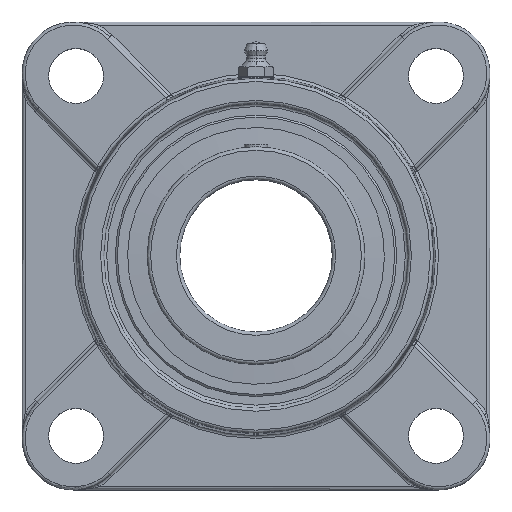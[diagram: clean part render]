
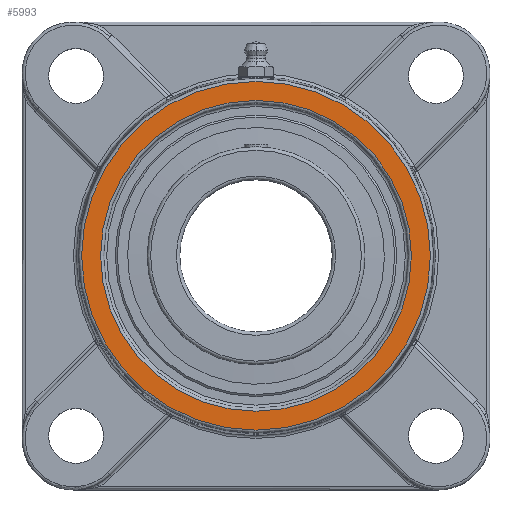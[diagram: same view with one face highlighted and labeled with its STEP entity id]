
A CAD part, top view. The second image highlights one B-rep face of the part: STEP entity #5993.
In plain terms, the highlighted planar face has unit normal (0, 0, 1).
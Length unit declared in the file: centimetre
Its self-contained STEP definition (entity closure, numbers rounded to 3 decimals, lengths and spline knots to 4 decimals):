
#5952=CARTESIAN_POINT('',(-0.,4.5339,3.8));
#5953=VERTEX_POINT('',#5952);
#5964=CARTESIAN_POINT('',(0.,0.,3.8));
#5965=DIRECTION('',(0.,0.,1.));
#5966=DIRECTION('',(0.,-1.,0.));
#5967=AXIS2_PLACEMENT_3D('',#5964,#5965,#5966);
#5968=CIRCLE('',#5967,4.5339);
#5969=EDGE_CURVE('',#5953,#5953,#5968,.T.);
#5974=CARTESIAN_POINT('',(-0.,0.,3.8));
#5975=DIRECTION('',(0.,0.,1.));
#5976=DIRECTION('',(1.,0.,0.));
#5977=AXIS2_PLACEMENT_3D('',#5974,#5975,#5976);
#5978=PLANE('',#5977);
#5979=CARTESIAN_POINT('',(0.,5.0864,3.8));
#5980=VERTEX_POINT('',#5979);
#5981=CARTESIAN_POINT('',(0.,0.,3.8));
#5982=DIRECTION('',(-0.,0.,-1.));
#5983=DIRECTION('',(-0.,-1.,0.));
#5984=AXIS2_PLACEMENT_3D('',#5981,#5982,#5983);
#5985=CIRCLE('',#5984,5.0864);
#5986=EDGE_CURVE('',#5980,#5980,#5985,.T.);
#5987=ORIENTED_EDGE('',*,*,#5986,.F.);
#5988=EDGE_LOOP('',(#5987));
#5989=FACE_BOUND('',#5988,.T.);
#5990=ORIENTED_EDGE('',*,*,#5969,.F.);
#5991=EDGE_LOOP('',(#5990));
#5992=FACE_BOUND('',#5991,.T.);
#5993=ADVANCED_FACE('',(#5989,#5992),#5978,.T.);
